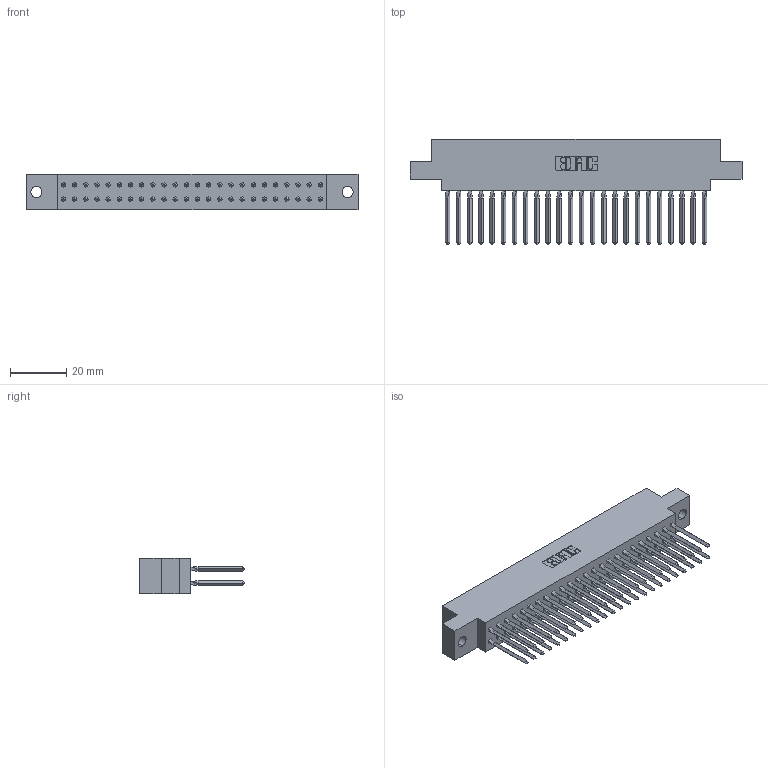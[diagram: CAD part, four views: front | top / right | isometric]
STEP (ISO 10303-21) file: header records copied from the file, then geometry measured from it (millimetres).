
FILE_DESCRIPTION (( 'STEP AP203' ), '1' );
FILE_NAME ('317-048-542-804.STEP', '2020-02-28T02:50:02', ( '' ), ( '' ), 'SwSTEP 2.0', 'SolidWorks 2016', '' );
FILE_SCHEMA (( 'CONFIG_CONTROL_DESIGN' ));
Length unit declared in the file: inch
Products named in the file (3): 317 Part_.156 Dia - TH; 317-048-542-804; 317-290-003_542
Assembly tree (49 placements, depth 2):
  317-048-542-804
    317 Part_.156 Dia - TH
    317-290-003_542  x48
Bounding box: 117.81 x 37.34 x 12.7 mm (x, y, z)
Volume: 18633.5 mm3; surface area: 25151.2 mm2
Topology: 49 solids, 49 shells, 2838 faces, 7955 edges, 5078 vertices
Faces by surface type: plane 2266, cylinder 380, bspline 192
Entity records: 36223 total; most frequent: CARTESIAN_POINT 6565, ORIENTED_EDGE 6228, DIRECTION 5270, EDGE_CURVE 3114, VECTOR 2944, LINE 2944, VERTEX_POINT 2070, AXIS2_PLACEMENT_3D 1163
